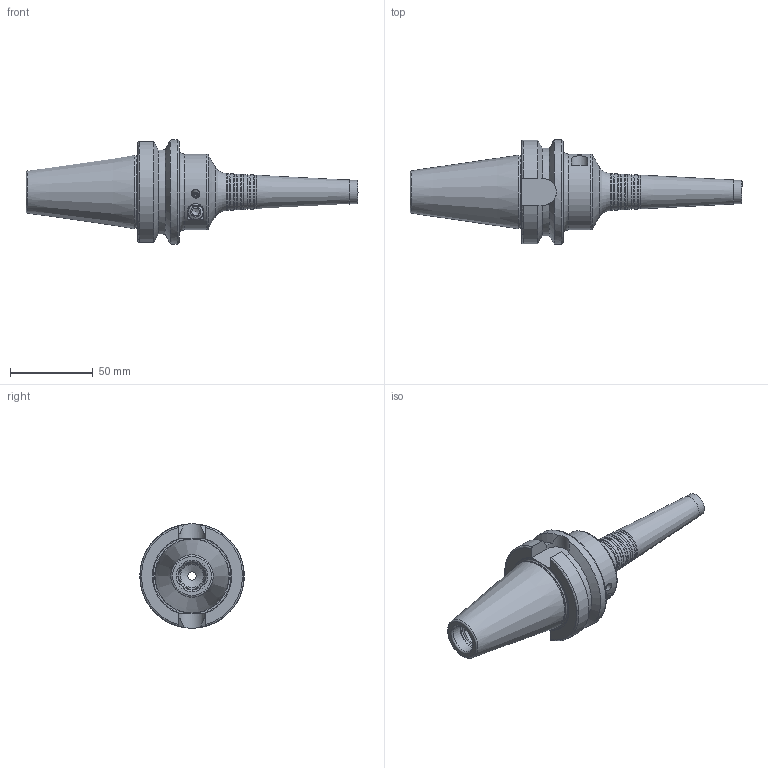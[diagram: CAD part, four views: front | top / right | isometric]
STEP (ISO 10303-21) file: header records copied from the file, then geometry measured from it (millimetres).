
FILE_DESCRIPTION((''),'2;1');
FILE_NAME('395002306135 BT40-PHC06SB-135-C-3D.stp','2022-11-14T19:05:22',('nttooll'),(''),'Autodesk Inventor 2012','Autodesk Inventor 2012','');
FILE_SCHEMA(('AUTOMOTIVE_DESIGN { 1 0 10303 214 1 1 1 1 }'));
Length unit declared in the file: millimetre
Products named in the file (1): 395002306135 BT40-PHC06SB-135-C-3D
Bounding box: 200.4 x 63 x 63 mm (x, y, z)
Volume: 170559 mm3; surface area: 33086.7 mm2
Topology: 1 solids, 1 shells, 138 faces, 320 edges, 193 vertices
Faces by surface type: cone 58, cylinder 41, plane 29, torus 10
Full cylindrical faces by diameter (mm): 2.309 x2, 3 x1, 4 x2, 4.1 x1, 4.619 x2, 5 x3, 6.8 x2, 9 x2, 14 x2, 14.25 x1, 16 x1, 17 x1, 17.4 x1, 43.5 x1, 45.8 x1, 63 x1
Entity records: 3724 total; most frequent: CARTESIAN_POINT 982, DIRECTION 588, ORIENTED_EDGE 454, AXIS2_PLACEMENT_3D 271, EDGE_LOOP 228, EDGE_CURVE 227, VERTEX_POINT 179, FACE_OUTER_BOUND 138
